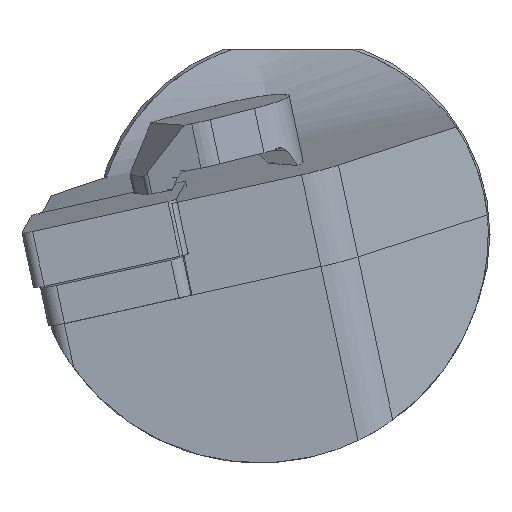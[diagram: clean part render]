
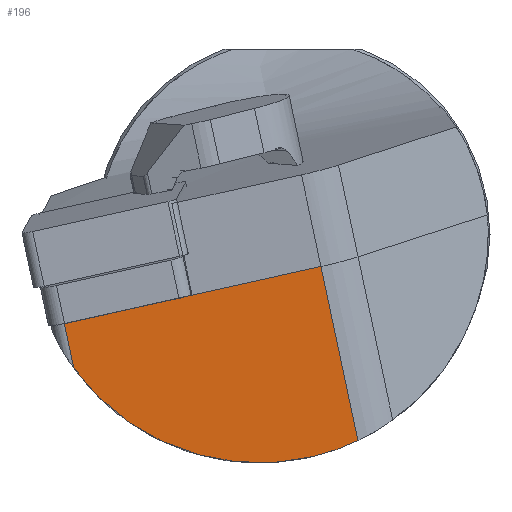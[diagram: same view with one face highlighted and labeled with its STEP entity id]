
A CAD part, left-side view. The second image highlights one B-rep face of the part: STEP entity #196.
In plain terms, the highlighted planar face has unit normal (-0.991, -0.105, -0.084).
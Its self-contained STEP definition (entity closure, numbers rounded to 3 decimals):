
#151=ELLIPSE('',#1297,18.721,18.55);
#196=ADVANCED_FACE('',(#299),#263,.F.);
#263=PLANE('',#1298);
#299=FACE_OUTER_BOUND('',#364,.T.);
#364=EDGE_LOOP('',(#497,#498,#499,#500,#501,#502));
#497=ORIENTED_EDGE('',*,*,#954,.F.);
#498=ORIENTED_EDGE('',*,*,#930,.T.);
#499=ORIENTED_EDGE('',*,*,#955,.T.);
#500=ORIENTED_EDGE('',*,*,#956,.F.);
#501=ORIENTED_EDGE('',*,*,#957,.T.);
#502=ORIENTED_EDGE('',*,*,#958,.T.);
#817=VERTEX_POINT('',#1742);
#818=VERTEX_POINT('',#1743);
#837=VERTEX_POINT('',#1806);
#838=VERTEX_POINT('',#1808);
#839=VERTEX_POINT('',#1810);
#840=VERTEX_POINT('',#1812);
#930=EDGE_CURVE('',#817,#818,#1104,.T.);
#954=EDGE_CURVE('',#817,#837,#1122,.T.);
#955=EDGE_CURVE('',#818,#838,#1123,.T.);
#956=EDGE_CURVE('',#839,#838,#1124,.T.);
#957=EDGE_CURVE('',#839,#840,#151,.T.);
#958=EDGE_CURVE('',#840,#837,#1125,.T.);
#1104=LINE('',#1741,#1196);
#1122=LINE('',#1805,#1214);
#1123=LINE('',#1807,#1215);
#1124=LINE('',#1809,#1216);
#1125=LINE('',#1813,#1217);
#1196=VECTOR('',#1410,1.);
#1214=VECTOR('',#1444,1.);
#1215=VECTOR('',#1445,1.);
#1216=VECTOR('',#1446,1.);
#1217=VECTOR('',#1449,1.);
#1297=AXIS2_PLACEMENT_3D('',#1811,#1447,#1448);
#1298=AXIS2_PLACEMENT_3D('',#1814,#1450,#1451);
#1410=DIRECTION('',(-0.085,0.973,-0.216));
#1444=DIRECTION('',(0.085,-0.973,0.216));
#1445=DIRECTION('',(-0.085,0.973,-0.216));
#1446=DIRECTION('',(-0.105,0.207,0.973));
#1447=DIRECTION('',(-0.991,-0.105,-0.084));
#1448=DIRECTION('',(-0.135,0.774,0.618));
#1449=DIRECTION('',(-0.105,0.207,0.973));
#1450=DIRECTION('',(0.991,0.105,0.084));
#1451=DIRECTION('',(0.106,-0.994,0.));
#1741=CARTESIAN_POINT('',(3.462,-2.294,-2.626));
#1742=CARTESIAN_POINT('',(2.542,8.216,-4.959));
#1743=CARTESIAN_POINT('',(2.51,8.584,-5.041));
#1805=CARTESIAN_POINT('',(3.462,-2.294,-2.626));
#1806=CARTESIAN_POINT('',(3.462,-2.294,-2.626));
#1807=CARTESIAN_POINT('',(3.462,-2.294,-2.626));
#1808=CARTESIAN_POINT('',(1.641,18.514,-7.245));
#1809=CARTESIAN_POINT('',(-41.452,103.759,393.803));
#1810=CARTESIAN_POINT('',(2.028,17.748,-10.847));
#1811=CARTESIAN_POINT('',(2.708,2.7,0.));
#1812=CARTESIAN_POINT('',(4.978,-5.294,-16.739));
#1813=CARTESIAN_POINT('',(-39.632,82.951,398.422));
#1814=CARTESIAN_POINT('',(-39.632,82.951,398.422));
